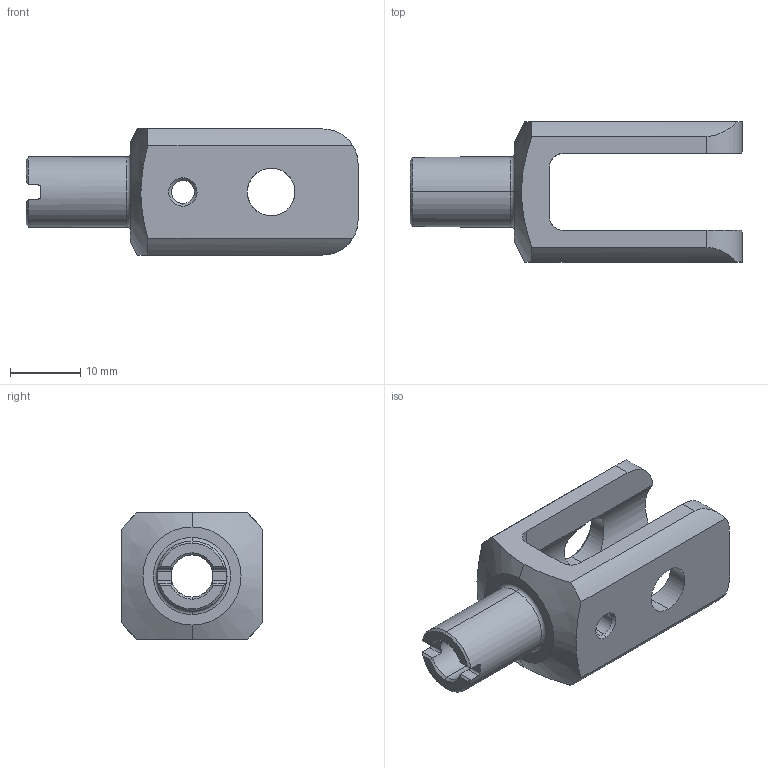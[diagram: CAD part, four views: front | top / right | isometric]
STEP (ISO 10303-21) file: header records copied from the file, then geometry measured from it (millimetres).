
FILE_DESCRIPTION (( 'STEP AP203' ), '1' );
FILE_NAME ('TA00-12-00-0006褐灉萱欯粣.step', '2025-06-04T07:58:31', ( '' ), ( 'HP' ), 'SwSTEP 2.0', 'SolidWorks 2023', '' );
FILE_SCHEMA (( 'CONFIG_CONTROL_DESIGN' ));
Length unit declared in the file: millimetre
Products named in the file (1): TA00-12-00-0006脚踝俯仰轴
Bounding box: 47.4 x 20 x 18 mm (x, y, z)
Volume: 5216.5 mm3; surface area: 4067.7 mm2
Topology: 1 solids, 1 shells, 79 faces, 214 edges, 136 vertices
Faces by surface type: cylinder 31, plane 26, cone 18, torus 4
Entity records: 2967 total; most frequent: CARTESIAN_POINT 911, ORIENTED_EDGE 428, DIRECTION 404, EDGE_CURVE 214, AXIS2_PLACEMENT_3D 159, VERTEX_POINT 136, EDGE_LOOP 88, LINE 86
